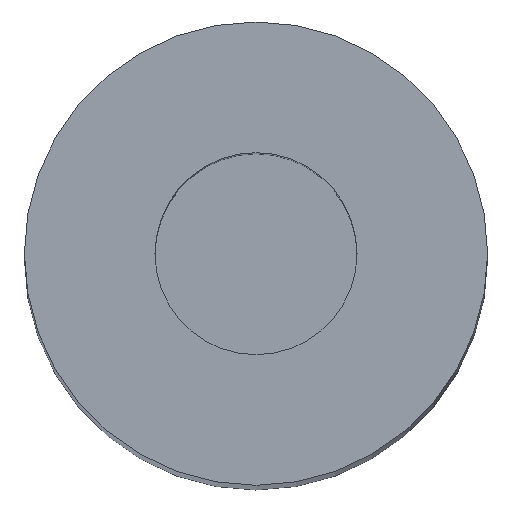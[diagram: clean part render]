
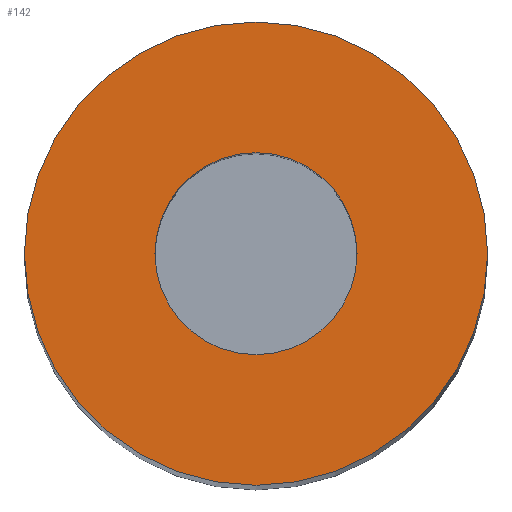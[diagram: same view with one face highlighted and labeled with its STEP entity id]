
A CAD part, top view. The second image highlights one B-rep face of the part: STEP entity #142.
In plain terms, the highlighted free-form (B-spline) face has degree [1, 1] with [2, 2] control points.
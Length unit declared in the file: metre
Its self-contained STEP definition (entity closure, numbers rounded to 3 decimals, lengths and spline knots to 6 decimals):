
#19=B_SPLINE_SURFACE_WITH_KNOTS('',1,1,((#288,#289),(#290,#291)),
 .PLANE_SURF.,.F.,.F.,.F.,(2,2),(2,2),(0.,1.),(0.,1.),.UNSPECIFIED.);
#54=ORIENTED_EDGE('',*,*,#68,.T.);
#55=ORIENTED_EDGE('',*,*,#78,.T.);
#56=ORIENTED_EDGE('',*,*,#79,.F.);
#57=ORIENTED_EDGE('',*,*,#64,.F.);
#64=EDGE_CURVE('',#82,#83,#93,.T.);
#68=EDGE_CURVE('',#87,#86,#95,.T.);
#78=EDGE_CURVE('',#86,#87,#102,.T.);
#79=EDGE_CURVE('',#83,#82,#103,.T.);
#82=VERTEX_POINT('',#214);
#83=VERTEX_POINT('',#216);
#86=VERTEX_POINT('',#232);
#87=VERTEX_POINT('',#234);
#93=CIRCLE('',#160,0.004763);
#95=CIRCLE('',#162,0.010922);
#102=CIRCLE('',#169,0.010922);
#103=CIRCLE('',#170,0.004763);
#113=EDGE_LOOP('',(#54,#55));
#114=EDGE_LOOP('',(#56,#57));
#125=FACE_BOUND('',#113,.T.);
#126=FACE_BOUND('',#114,.T.);
#142=ADVANCED_FACE('',(#125,#126),#19,.T.);
#160=AXIS2_PLACEMENT_3D('',#215,#176,#177);
#162=AXIS2_PLACEMENT_3D('',#233,#180,#181);
#169=AXIS2_PLACEMENT_3D('',#287,#194,#195);
#170=AXIS2_PLACEMENT_3D('',#292,#196,#197);
#176=DIRECTION('',(0.,0.,1.));
#177=DIRECTION('',(1.,0.,0.));
#180=DIRECTION('',(0.,0.,1.));
#181=DIRECTION('',(1.,0.,0.));
#194=DIRECTION('',(0.,0.,1.));
#195=DIRECTION('',(1.,0.,0.));
#196=DIRECTION('',(0.,0.,1.));
#197=DIRECTION('',(1.,0.,0.));
#214=CARTESIAN_POINT('',(-0.004763,0.,0.08211));
#215=CARTESIAN_POINT('',(0.,0.,0.08211));
#216=CARTESIAN_POINT('',(0.004763,0.,0.08211));
#232=CARTESIAN_POINT('',(-0.010922,0.,0.08211));
#233=CARTESIAN_POINT('',(0.,0.,0.08211));
#234=CARTESIAN_POINT('',(0.010922,0.,0.08211));
#287=CARTESIAN_POINT('',(0.,0.,0.08211));
#288=CARTESIAN_POINT('',(-0.011053,-0.011053,0.08211));
#289=CARTESIAN_POINT('',(-0.011053,0.011053,0.08211));
#290=CARTESIAN_POINT('',(0.011053,-0.011053,0.08211));
#291=CARTESIAN_POINT('',(0.011053,0.011053,0.08211));
#292=CARTESIAN_POINT('',(0.,0.,0.08211));
